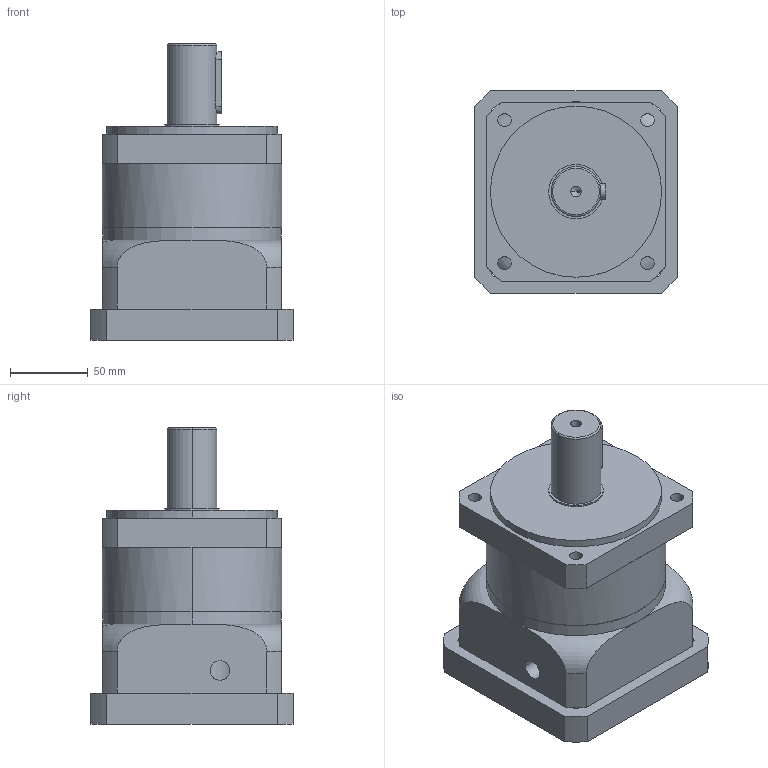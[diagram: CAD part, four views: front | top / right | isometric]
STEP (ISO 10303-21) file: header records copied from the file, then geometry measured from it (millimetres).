
FILE_DESCRIPTION (( 'STEP AP214' ), '1' );
FILE_NAME ('DH120-L1-XX-22-110-145-M8_2019.STEP', '2019-03-14T01:23:12', ( 'Y' ), ( 'NCU' ), 'SwSTEP 2.0', 'SolidWorks 2016', '' );
FILE_SCHEMA (( 'AUTOMOTIVE_DESIGN' ));
Length unit declared in the file: millimetre
Products named in the file (1): DH120-L1-XX-22-110-145-M8_2019
Bounding box: 130 x 130 x 190.5 mm (x, y, z)
Volume: 1558558.5 mm3; surface area: 149877.5 mm2
Topology: 1 solids, 11 shells, 261 faces, 587 edges, 372 vertices
Faces by surface type: cylinder 125, plane 112, cone 18, torus 6
Entity records: 9476 total; most frequent: CARTESIAN_POINT 1887, DIRECTION 1362, ORIENTED_EDGE 1154, EDGE_CURVE 577, AXIS2_PLACEMENT_3D 543, VERTEX_POINT 372, EDGE_LOOP 315, CIRCLE 281
